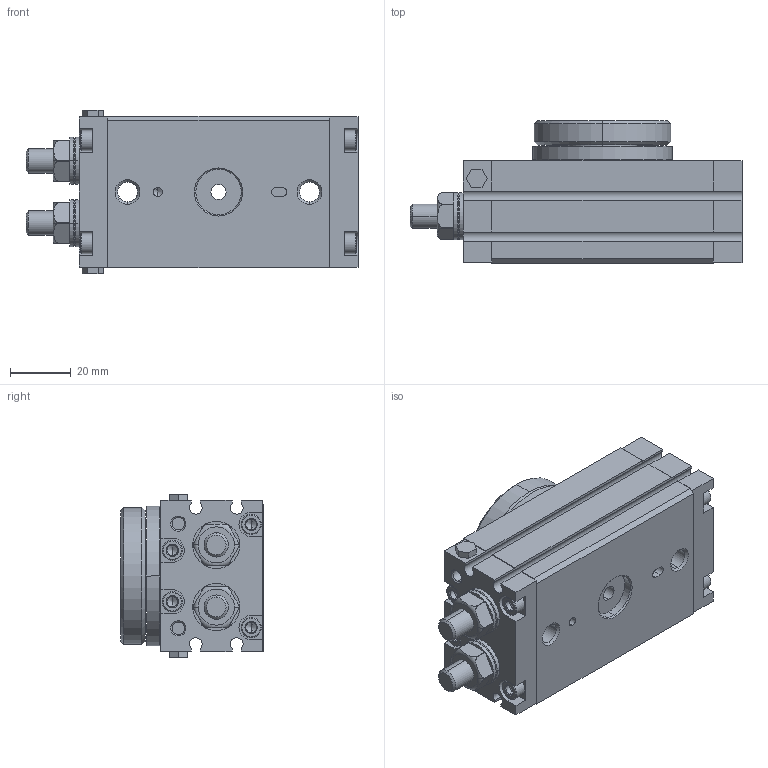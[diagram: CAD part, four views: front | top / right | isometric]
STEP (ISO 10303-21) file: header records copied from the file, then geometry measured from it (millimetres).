
FILE_DESCRIPTION (( 'STEP AP214' ), '1' );
FILE_NAME ('J10MD-M.step', '2017-07-18T19:54:10', ( '' ), ( '' ), 'SwSTEP 2.0', 'SolidWorks 2017', '' );
FILE_SCHEMA (( 'AUTOMOTIVE_DESIGN' ));
Length unit declared in the file: millimetre
Products named in the file (4): J10MD-M_M3_91290A109; J10MD-M_table; J10MD-M_BODY; J10MD-M
Assembly tree (8 placements, depth 2):
  J10MD-M
    J10MD-M_BODY
    J10MD-M_table
    J10MD-M_M3_91290A109  x6
Bounding box: 109.5 x 47 x 54 mm (x, y, z)
Volume: 163166.7 mm3; surface area: 35781.9 mm2
Topology: 8 solids, 8 shells, 761 faces, 1889 edges, 1186 vertices
Faces by surface type: cylinder 342, plane 211, cone 190, bspline 12, torus 6
Entity records: 14708 total; most frequent: CARTESIAN_POINT 3678, DIRECTION 2320, ORIENTED_EDGE 2174, EDGE_CURVE 1087, AXIS2_PLACEMENT_3D 873, VERTEX_POINT 691, LINE 574, VECTOR 574
